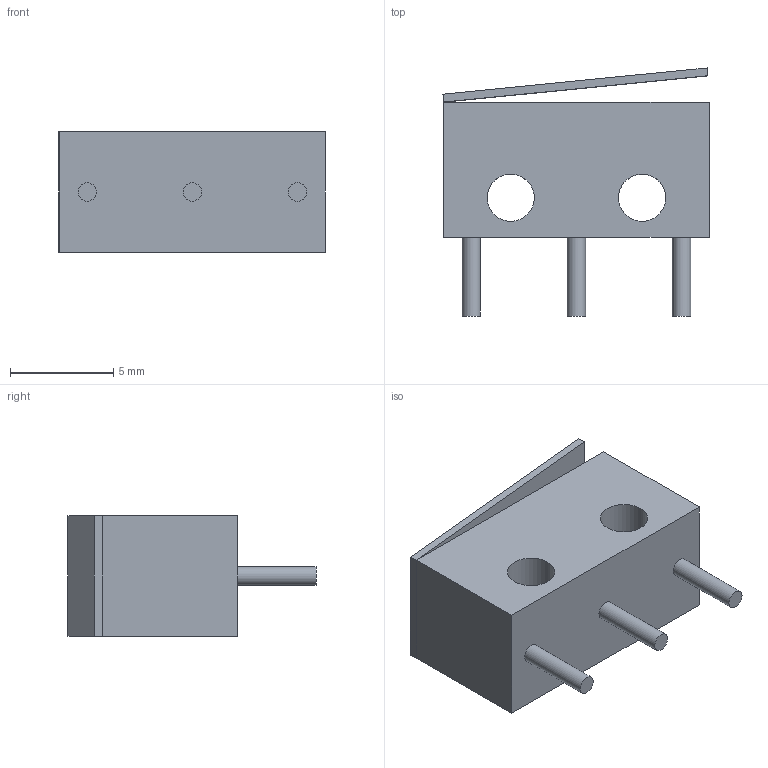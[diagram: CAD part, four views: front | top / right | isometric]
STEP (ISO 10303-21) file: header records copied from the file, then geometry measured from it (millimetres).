
FILE_DESCRIPTION((''),'2;1');
FILE_NAME('_SWITCH.ipt.step','2013-11-27T00:14:07',(''),(''),'Autodesk Inventor 2013','Autodesk Inventor 2013','');
FILE_SCHEMA(('AUTOMOTIVE_DESIGN { 1 0 10303 214 1 1 1 1 }'));
Length unit declared in the file: millimetre
Products named in the file (1): _SWITCH
Bounding box: 12.86 x 11.99 x 5.8 mm (x, y, z)
Volume: 473.5 mm3; surface area: 653.8 mm2
Topology: 2 solids, 2 shells, 20 faces, 39 edges, 24 vertices
Faces by surface type: plane 15, cylinder 5
Full cylindrical faces by diameter (mm): 0.889 x3, 2.286 x2
Entity records: 533 total; most frequent: DIRECTION 86, CARTESIAN_POINT 79, ORIENTED_EDGE 68, EDGE_CURVE 34, EDGE_LOOP 32, AXIS2_PLACEMENT_3D 31, VERTEX_POINT 24, VECTOR 24
